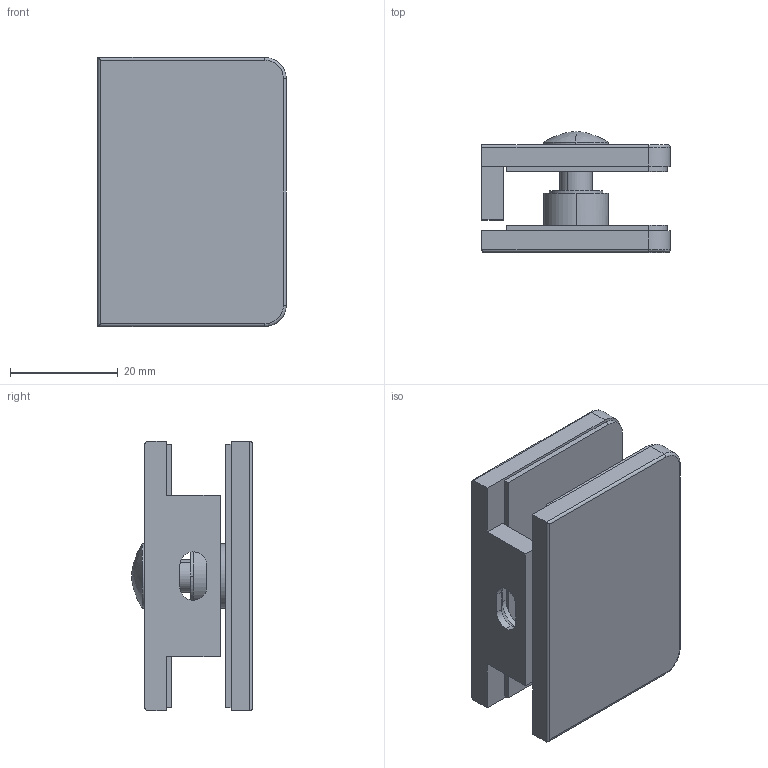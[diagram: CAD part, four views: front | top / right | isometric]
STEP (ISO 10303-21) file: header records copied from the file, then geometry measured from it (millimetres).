
FILE_DESCRIPTION(/* description */ (''),/* implementation_level */ '2;1');
FILE_NAME(/* name */ 'STEP - H31-WCLZJ739_1705960, 1705961, 1705962, 1705963, 1705964',/* time_stamp */ '2024-09-17T16:59:25+10:00',/* author */ (''),/* organization */ (''),/* preprocessor_version */ 'ST-DEVELOPER v16.5',/* originating_system */ 'Rhino 7.37',/* authorisation */ '');
FILE_SCHEMA (('CONFIG_CONTROL_DESIGN'));
Length unit declared in the file: millimetre
Products named in the file (8): Document; 3D file-H31-WALL CLIP_1705960~1705964; ǽ��-1-�ɺ�2; s1900A-�ɺ�8; s1900A-�ɺ�4; ǽ��-2-�ɺ�10; hex lobular socket ctsk screws gb_GB_MC_SCREW_TYPE12 M6X14-10.7-N12; ���װ�θ�-�ɺ�6
Assembly tree (8 placements, depth 3):
  Document
    3D file-H31-WALL CLIP_1705960~1705964
      ǽ��-1-�ɺ�2
  s1900A-�ɺ�8  x2
  s1900A-�ɺ�4
      ǽ��-2-�ɺ�10
      hex lobular socket ctsk screws gb_GB_MC_SCREW_TYPE12 M6X14-10.7-N12
      ���װ�θ�-�ɺ�6
Bounding box: 35 x 22.5 x 50 mm (x, y, z)
Volume: 18696.9 mm3; surface area: 16514.3 mm2
Topology: 7 solids, 7 shells, 120 faces, 264 edges, 159 vertices
Faces by surface type: plane 54, cylinder 45, bspline 21
Entity records: 4207 total; most frequent: CARTESIAN_POINT 1817, ORIENTED_EDGE 472, EDGE_CURVE 236, VERTEX_POINT 143, B_SPLINE_CURVE_WITH_KNOTS 138, DIRECTION 133, EDGE_LOOP 123, AXIS2_PLACEMENT_3D 111
